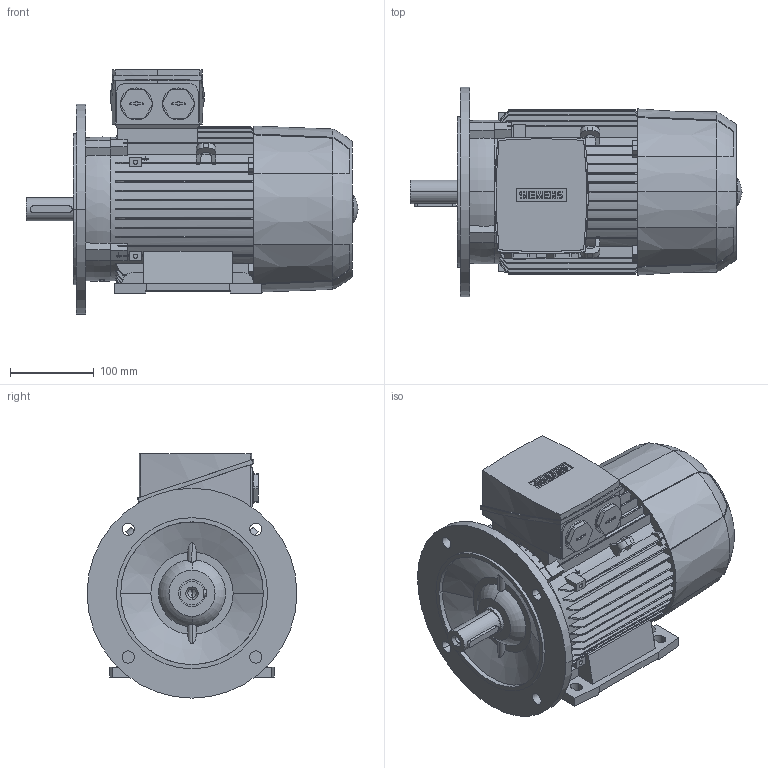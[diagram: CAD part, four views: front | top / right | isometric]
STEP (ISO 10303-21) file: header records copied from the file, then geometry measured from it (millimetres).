
FILE_DESCRIPTION(('STEP AP214'),'1');
FILE_NAME('cctmp_95A53D85-8B20-42E0-BBE4-1F886A72629C_2023_06_26_14_47_46_0171..stp','2023-06-26T12:47:46',('SIEMENS A&D'),('CADClick - www.CADClick.com'),'Spatial InterOp 3D',' ','unknown authorization');
FILE_SCHEMA(('AUTOMOTIVE_DESIGN'));
Length unit declared in the file: millimetre
Products named in the file (1): 1
Bounding box: 395.5 x 250 x 291 mm (x, y, z)
Volume: 9962496.9 mm3; surface area: 572341.4 mm2
Topology: 7 solids, 7 shells, 996 faces, 2817 edges, 1862 vertices
Faces by surface type: plane 639, cylinder 217, torus 112, cone 28
Entity records: 44730 total; most frequent: CARTESIAN_POINT 10904, ORIENTED_EDGE 5626, DIRECTION 5141, EDGE_CURVE 2813, VERTEX_POINT 1862, LINE 1757, VECTOR 1757, AXIS2_PLACEMENT_3D 1692
